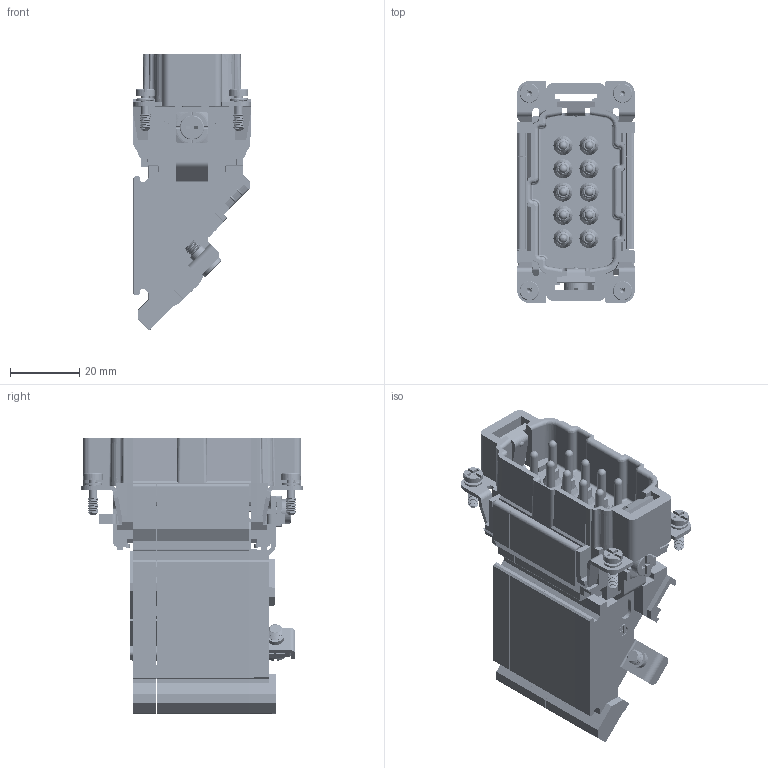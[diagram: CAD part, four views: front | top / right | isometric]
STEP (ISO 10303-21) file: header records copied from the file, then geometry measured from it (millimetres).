
FILE_DESCRIPTION(/* description */ (''),/* implementation_level */ '2;1');
FILE_NAME(/* name */ 'HE-010-MQ.AV.R.stp',/* time_stamp */ '2023-08-11T09:26:00+08:00',/* author */ (''),/* organization */ (''),/* preprocessor_version */ 'ST-DEVELOPER v18.1',/* originating_system */ 'SIEMENS PLM Software NX 1980',/* authorisation */ '');
FILE_SCHEMA (('AUTOMOTIVE_DESIGN { 1 0 10303 214 3 1 1 1 }'));
Products named in the file (1): _model1
Bounding box: 34.07 x 64 x 79.68 mm (x, y, z)
Volume: 49489 mm3; surface area: 66284.6 mm2
Topology: 10 solids, 24 shells, 6136 faces, 17926 edges, 11633 vertices
Faces by surface type: plane 3833, cylinder 1688, cone 338, torus 121, bspline 119, sphere 36, extrusion 1
Full cylindrical faces by diameter (mm): 2 x8, 2.4 x4, 5.6 x4
Entity records: 253334 total; most frequent: CARTESIAN_POINT 64712, ORIENTED_EDGE 35588, DIRECTION 29981, EDGE_CURVE 17794, VECTOR 11725, LINE 11724, VERTEX_POINT 11617, AXIS2_PLACEMENT_3D 9128
